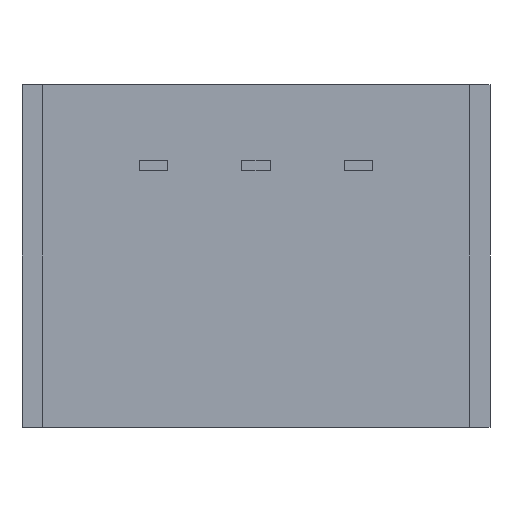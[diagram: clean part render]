
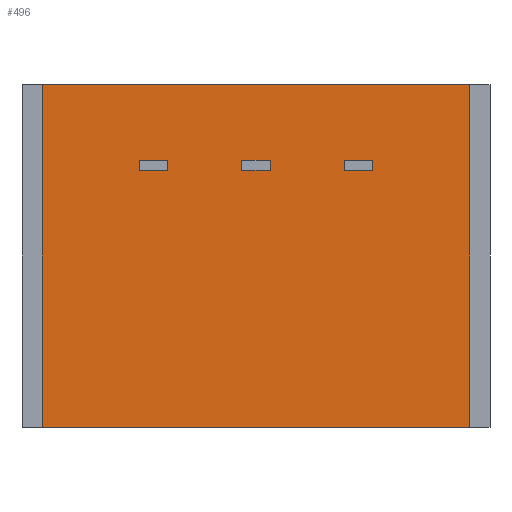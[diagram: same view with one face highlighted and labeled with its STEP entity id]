
A CAD part, front view. The second image highlights one B-rep face of the part: STEP entity #496.
In plain terms, the highlighted planar face has unit normal (0, -1, 0).
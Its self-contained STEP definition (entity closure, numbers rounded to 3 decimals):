
#8 = CARTESIAN_POINT ( 'NONE',  ( -0.35, -4.75, 2.375 ) ) ;
#9 = LINE ( 'NONE', #180, #175 ) ;
#14 = LINE ( 'NONE', #139, #612 ) ;
#17 = DIRECTION ( 'NONE',  ( 1., 0., 0. ) ) ;
#18 = VECTOR ( 'NONE', #689, 1000. ) ;
#22 = EDGE_CURVE ( 'NONE', #749, #234, #257, .T. ) ;
#26 = VECTOR ( 'NONE', #176, 1000. ) ;
#37 = CARTESIAN_POINT ( 'NONE',  ( -5.3, -4.75, -4.25 ) ) ;
#38 = CARTESIAN_POINT ( 'NONE',  ( -0.35, -4.75, 2.125 ) ) ;
#46 = EDGE_LOOP ( 'NONE', ( #121, #758, #244, #268 ) ) ;
#50 = VECTOR ( 'NONE', #372, 1000. ) ;
#53 = VECTOR ( 'NONE', #685, 1000. ) ;
#56 = CARTESIAN_POINT ( 'NONE',  ( -2.89, -4.75, 2.125 ) ) ;
#58 = VERTEX_POINT ( 'NONE', #440 ) ;
#59 = EDGE_CURVE ( 'NONE', #402, #422, #607, .T. ) ;
#63 = EDGE_CURVE ( 'NONE', #156, #431, #179, .T. ) ;
#74 = ORIENTED_EDGE ( 'NONE', *, *, #438, .F. ) ;
#78 = CARTESIAN_POINT ( 'NONE',  ( 5.3, -4.75, 4.25 ) ) ;
#82 = CARTESIAN_POINT ( 'NONE',  ( -5.3, -4.75, -4.25 ) ) ;
#87 = CARTESIAN_POINT ( 'NONE',  ( 0.35, -4.75, 2.375 ) ) ;
#89 = LINE ( 'NONE', #273, #99 ) ;
#95 = VERTEX_POINT ( 'NONE', #711 ) ;
#99 = VECTOR ( 'NONE', #635, 1000. ) ;
#101 = AXIS2_PLACEMENT_3D ( 'NONE', #163, #222, #692 ) ;
#102 = VERTEX_POINT ( 'NONE', #8 ) ;
#106 = DIRECTION ( 'NONE',  ( -1., 0., 0. ) ) ;
#121 = ORIENTED_EDGE ( 'NONE', *, *, #675, .F. ) ;
#131 = CARTESIAN_POINT ( 'NONE',  ( 2.89, -4.75, 2.375 ) ) ;
#139 = CARTESIAN_POINT ( 'NONE',  ( -0.35, -4.75, 2.375 ) ) ;
#140 = FACE_OUTER_BOUND ( 'NONE', #465, .T. ) ;
#144 = EDGE_LOOP ( 'NONE', ( #74, #325, #628, #738 ) ) ;
#152 = EDGE_CURVE ( 'NONE', #168, #431, #389, .T. ) ;
#155 = LINE ( 'NONE', #629, #510 ) ;
#156 = VERTEX_POINT ( 'NONE', #78 ) ;
#162 = CARTESIAN_POINT ( 'NONE',  ( -2.89, -4.75, 2.125 ) ) ;
#163 = CARTESIAN_POINT ( 'NONE',  ( -5.3, -4.75, -4.25 ) ) ;
#168 = VERTEX_POINT ( 'NONE', #252 ) ;
#175 = VECTOR ( 'NONE', #702, 1000. ) ;
#176 = DIRECTION ( 'NONE',  ( 0., 0., -1. ) ) ;
#179 = LINE ( 'NONE', #183, #505 ) ;
#180 = CARTESIAN_POINT ( 'NONE',  ( -2.89, -4.75, 2.125 ) ) ;
#183 = CARTESIAN_POINT ( 'NONE',  ( -5.3, -4.75, 4.25 ) ) ;
#188 = DIRECTION ( 'NONE',  ( 0., 0., 1. ) ) ;
#192 = ORIENTED_EDGE ( 'NONE', *, *, #557, .F. ) ;
#197 = DIRECTION ( 'NONE',  ( 0., 0., -1. ) ) ;
#199 = LINE ( 'NONE', #697, #647 ) ;
#204 = CARTESIAN_POINT ( 'NONE',  ( 0.35, -4.75, 2.125 ) ) ;
#211 = CARTESIAN_POINT ( 'NONE',  ( 2.89, -4.75, 2.375 ) ) ;
#219 = CARTESIAN_POINT ( 'NONE',  ( -2.89, -4.75, 2.375 ) ) ;
#222 = DIRECTION ( 'NONE',  ( 0., 1., 0. ) ) ;
#234 = VERTEX_POINT ( 'NONE', #358 ) ;
#244 = ORIENTED_EDGE ( 'NONE', *, *, #598, .F. ) ;
#252 = CARTESIAN_POINT ( 'NONE',  ( -5.3, -4.75, -4.25 ) ) ;
#255 = ORIENTED_EDGE ( 'NONE', *, *, #63, .T. ) ;
#257 = LINE ( 'NONE', #211, #691 ) ;
#268 = ORIENTED_EDGE ( 'NONE', *, *, #270, .F. ) ;
#270 = EDGE_CURVE ( 'NONE', #95, #454, #552, .T. ) ;
#271 = PLANE ( 'NONE',  #101 ) ;
#272 = EDGE_CURVE ( 'NONE', #102, #402, #14, .T. ) ;
#273 = CARTESIAN_POINT ( 'NONE',  ( 0.35, -4.75, 2.375 ) ) ;
#281 = VECTOR ( 'NONE', #309, 1000. ) ;
#309 = DIRECTION ( 'NONE',  ( 0., 0., 1. ) ) ;
#323 = EDGE_CURVE ( 'NONE', #585, #168, #352, .T. ) ;
#325 = ORIENTED_EDGE ( 'NONE', *, *, #59, .F. ) ;
#336 = VERTEX_POINT ( 'NONE', #554 ) ;
#343 = VERTEX_POINT ( 'NONE', #742 ) ;
#349 = LINE ( 'NONE', #643, #26 ) ;
#352 = LINE ( 'NONE', #37, #50 ) ;
#358 = CARTESIAN_POINT ( 'NONE',  ( 2.19, -4.75, 2.375 ) ) ;
#372 = DIRECTION ( 'NONE',  ( -1., 0., 0. ) ) ;
#389 = LINE ( 'NONE', #82, #281 ) ;
#391 = ORIENTED_EDGE ( 'NONE', *, *, #323, .F. ) ;
#399 = VERTEX_POINT ( 'NONE', #87 ) ;
#402 = VERTEX_POINT ( 'NONE', #495 ) ;
#409 = LINE ( 'NONE', #537, #593 ) ;
#422 = VERTEX_POINT ( 'NONE', #204 ) ;
#431 = VERTEX_POINT ( 'NONE', #676 ) ;
#438 = EDGE_CURVE ( 'NONE', #422, #399, #89, .T. ) ;
#440 = CARTESIAN_POINT ( 'NONE',  ( -2.89, -4.75, 2.375 ) ) ;
#454 = VERTEX_POINT ( 'NONE', #506 ) ;
#458 = CARTESIAN_POINT ( 'NONE',  ( 5.3, -4.75, -4.25 ) ) ;
#465 = EDGE_LOOP ( 'NONE', ( #255, #661, #391, #527 ) ) ;
#486 = FACE_BOUND ( 'NONE', #582, .T. ) ;
#495 = CARTESIAN_POINT ( 'NONE',  ( -0.35, -4.75, 2.125 ) ) ;
#496 = ADVANCED_FACE ( 'NONE', ( #486, #140, #534, #667 ), #271, .F. ) ;
#504 = EDGE_CURVE ( 'NONE', #336, #58, #615, .T. ) ;
#505 = VECTOR ( 'NONE', #695, 1000. ) ;
#506 = CARTESIAN_POINT ( 'NONE',  ( 2.89, -4.75, 2.125 ) ) ;
#507 = EDGE_CURVE ( 'NONE', #399, #102, #155, .T. ) ;
#509 = DIRECTION ( 'NONE',  ( -1., 0., 0. ) ) ;
#510 = VECTOR ( 'NONE', #106, 1000. ) ;
#527 = ORIENTED_EDGE ( 'NONE', *, *, #725, .T. ) ;
#528 = CARTESIAN_POINT ( 'NONE',  ( 5.3, -4.75, -4.25 ) ) ;
#532 = DIRECTION ( 'NONE',  ( 0., 0., 1. ) ) ;
#534 = FACE_BOUND ( 'NONE', #144, .T. ) ;
#537 = CARTESIAN_POINT ( 'NONE',  ( -2.19, -4.75, 2.125 ) ) ;
#539 = LINE ( 'NONE', #528, #736 ) ;
#552 = LINE ( 'NONE', #729, #602 ) ;
#554 = CARTESIAN_POINT ( 'NONE',  ( -2.19, -4.75, 2.375 ) ) ;
#557 = EDGE_CURVE ( 'NONE', #670, #343, #638, .T. ) ;
#559 = VECTOR ( 'NONE', #636, 1000. ) ;
#576 = DIRECTION ( 'NONE',  ( 0., 0., 1. ) ) ;
#582 = EDGE_LOOP ( 'NONE', ( #718, #192, #634, #680 ) ) ;
#585 = VERTEX_POINT ( 'NONE', #458 ) ;
#593 = VECTOR ( 'NONE', #532, 1000. ) ;
#598 = EDGE_CURVE ( 'NONE', #454, #749, #199, .T. ) ;
#602 = VECTOR ( 'NONE', #17, 1000. ) ;
#607 = LINE ( 'NONE', #38, #559 ) ;
#612 = VECTOR ( 'NONE', #197, 1000. ) ;
#615 = LINE ( 'NONE', #219, #53 ) ;
#628 = ORIENTED_EDGE ( 'NONE', *, *, #272, .F. ) ;
#629 = CARTESIAN_POINT ( 'NONE',  ( -0.35, -4.75, 2.375 ) ) ;
#634 = ORIENTED_EDGE ( 'NONE', *, *, #687, .F. ) ;
#635 = DIRECTION ( 'NONE',  ( 0., 0., 1. ) ) ;
#636 = DIRECTION ( 'NONE',  ( 1., 0., 0. ) ) ;
#638 = LINE ( 'NONE', #162, #18 ) ;
#643 = CARTESIAN_POINT ( 'NONE',  ( 2.19, -4.75, 2.125 ) ) ;
#647 = VECTOR ( 'NONE', #576, 1000. ) ;
#661 = ORIENTED_EDGE ( 'NONE', *, *, #152, .F. ) ;
#667 = FACE_BOUND ( 'NONE', #46, .T. ) ;
#670 = VERTEX_POINT ( 'NONE', #56 ) ;
#675 = EDGE_CURVE ( 'NONE', #234, #95, #349, .T. ) ;
#676 = CARTESIAN_POINT ( 'NONE',  ( -5.3, -4.75, 4.25 ) ) ;
#680 = ORIENTED_EDGE ( 'NONE', *, *, #504, .F. ) ;
#685 = DIRECTION ( 'NONE',  ( -1., 0., 0. ) ) ;
#687 = EDGE_CURVE ( 'NONE', #58, #670, #9, .T. ) ;
#689 = DIRECTION ( 'NONE',  ( 1., 0., 0. ) ) ;
#691 = VECTOR ( 'NONE', #509, 1000. ) ;
#692 = DIRECTION ( 'NONE',  ( 0., 0., 1. ) ) ;
#695 = DIRECTION ( 'NONE',  ( -1., 0., 0. ) ) ;
#697 = CARTESIAN_POINT ( 'NONE',  ( 2.89, -4.75, 2.125 ) ) ;
#702 = DIRECTION ( 'NONE',  ( 0., 0., -1. ) ) ;
#711 = CARTESIAN_POINT ( 'NONE',  ( 2.19, -4.75, 2.125 ) ) ;
#718 = ORIENTED_EDGE ( 'NONE', *, *, #744, .F. ) ;
#725 = EDGE_CURVE ( 'NONE', #585, #156, #539, .T. ) ;
#729 = CARTESIAN_POINT ( 'NONE',  ( 2.89, -4.75, 2.125 ) ) ;
#736 = VECTOR ( 'NONE', #188, 1000. ) ;
#738 = ORIENTED_EDGE ( 'NONE', *, *, #507, .F. ) ;
#742 = CARTESIAN_POINT ( 'NONE',  ( -2.19, -4.75, 2.125 ) ) ;
#744 = EDGE_CURVE ( 'NONE', #343, #336, #409, .T. ) ;
#749 = VERTEX_POINT ( 'NONE', #131 ) ;
#758 = ORIENTED_EDGE ( 'NONE', *, *, #22, .F. ) ;
